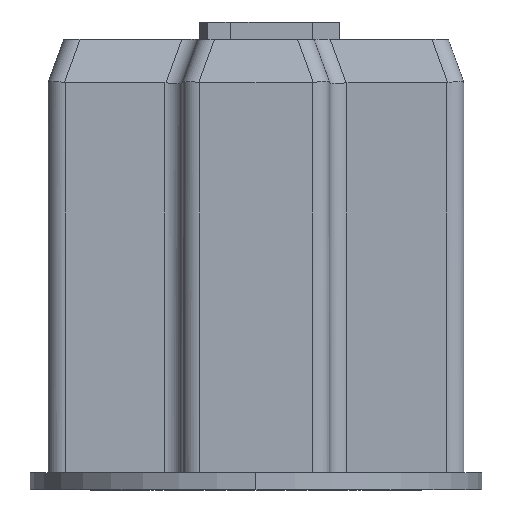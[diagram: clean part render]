
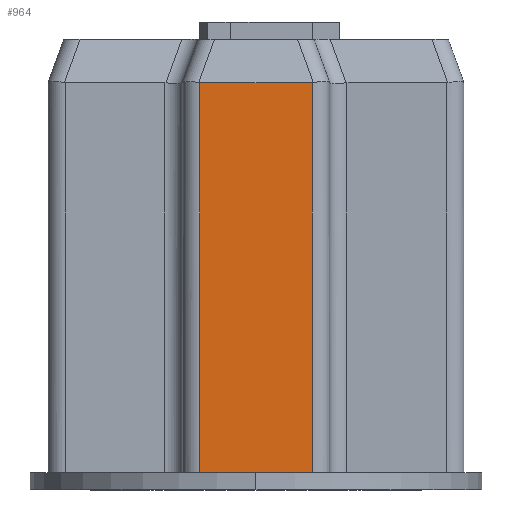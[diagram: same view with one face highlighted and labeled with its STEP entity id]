
A CAD part, left-side view. The second image highlights one B-rep face of the part: STEP entity #964.
In plain terms, the highlighted planar face has unit normal (-1, 0, 0).
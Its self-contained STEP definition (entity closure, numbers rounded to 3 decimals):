
#56 = ORIENTED_EDGE ( 'NONE', *, *, #2431, .T. ) ;
#110 = PLANE ( 'NONE',  #1846 ) ;
#124 = CARTESIAN_POINT ( 'NONE',  ( -2.4, -0.65, 0. ) ) ;
#265 = EDGE_LOOP ( 'NONE', ( #56, #748, #2173, #1832 ) ) ;
#352 = DIRECTION ( 'NONE',  ( 0., 0., -1. ) ) ;
#362 = VECTOR ( 'NONE', #2447, 1000. ) ;
#438 = CARTESIAN_POINT ( 'NONE',  ( -2.4, -0.85, 4.5 ) ) ;
#514 = EDGE_CURVE ( 'NONE', #1009, #1696, #1984, .T. ) ;
#520 = FACE_OUTER_BOUND ( 'NONE', #265, .T. ) ;
#654 = DIRECTION ( 'NONE',  ( 0., 1., 0. ) ) ;
#741 = CARTESIAN_POINT ( 'NONE',  ( -2.4, -0.65, 5. ) ) ;
#748 = ORIENTED_EDGE ( 'NONE', *, *, #514, .T. ) ;
#964 = ADVANCED_FACE ( 'NONE', ( #520 ), #110, .F. ) ;
#1009 = VERTEX_POINT ( 'NONE', #124 ) ;
#1065 = LINE ( 'NONE', #1882, #2418 ) ;
#1336 = DIRECTION ( 'NONE',  ( 1., 0., 0. ) ) ;
#1372 = EDGE_CURVE ( 'NONE', #2415, #2099, #1065, .T. ) ;
#1411 = CARTESIAN_POINT ( 'NONE',  ( -2.4, 0.65, 4.5 ) ) ;
#1412 = VECTOR ( 'NONE', #654, 1000. ) ;
#1635 = LINE ( 'NONE', #1794, #362 ) ;
#1696 = VERTEX_POINT ( 'NONE', #2475 ) ;
#1721 = CARTESIAN_POINT ( 'NONE',  ( -2.4, 0.65, 0. ) ) ;
#1767 = DIRECTION ( 'NONE',  ( 0., 0., 1. ) ) ;
#1794 = CARTESIAN_POINT ( 'NONE',  ( -2.4, -0.85, 0. ) ) ;
#1832 = ORIENTED_EDGE ( 'NONE', *, *, #1372, .T. ) ;
#1846 = AXIS2_PLACEMENT_3D ( 'NONE', #2541, #1336, #352 ) ;
#1882 = CARTESIAN_POINT ( 'NONE',  ( -2.4, 0.65, 5. ) ) ;
#1940 = EDGE_CURVE ( 'NONE', #1696, #2415, #2450, .T. ) ;
#1984 = LINE ( 'NONE', #741, #2029 ) ;
#2029 = VECTOR ( 'NONE', #1767, 1000. ) ;
#2099 = VERTEX_POINT ( 'NONE', #1721 ) ;
#2173 = ORIENTED_EDGE ( 'NONE', *, *, #1940, .T. ) ;
#2292 = DIRECTION ( 'NONE',  ( 0., 0., -1. ) ) ;
#2415 = VERTEX_POINT ( 'NONE', #1411 ) ;
#2418 = VECTOR ( 'NONE', #2292, 1000. ) ;
#2431 = EDGE_CURVE ( 'NONE', #2099, #1009, #1635, .T. ) ;
#2447 = DIRECTION ( 'NONE',  ( 0., -1., 0. ) ) ;
#2450 = LINE ( 'NONE', #438, #1412 ) ;
#2475 = CARTESIAN_POINT ( 'NONE',  ( -2.4, -0.65, 4.5 ) ) ;
#2541 = CARTESIAN_POINT ( 'NONE',  ( -2.4, -0.85, 5. ) ) ;
